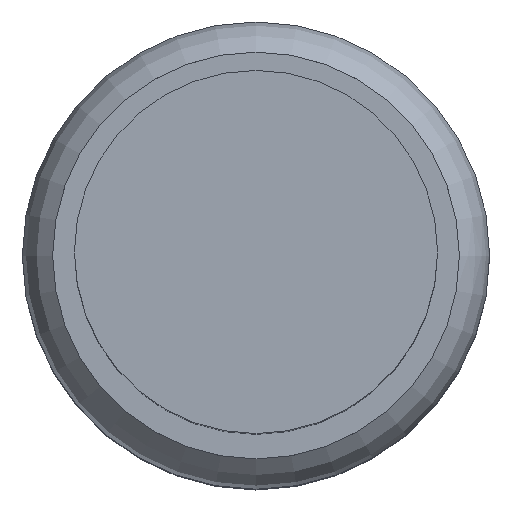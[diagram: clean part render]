
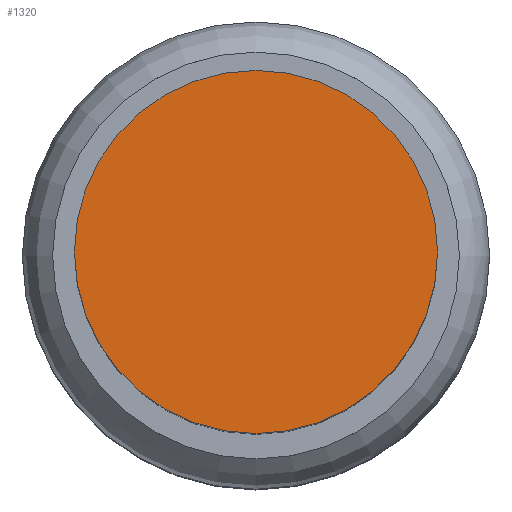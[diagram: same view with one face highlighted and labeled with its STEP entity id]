
A CAD part, top view. The second image highlights one B-rep face of the part: STEP entity #1320.
In plain terms, the highlighted planar face has unit normal (0, 0, 1).
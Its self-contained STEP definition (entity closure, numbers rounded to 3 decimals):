
#1204 = VERTEX_POINT('',#1205);
#1205 = CARTESIAN_POINT('',(0.75,0.,33.45));
#1212 = CYLINDRICAL_SURFACE('',#1213,0.75);
#1213 = AXIS2_PLACEMENT_3D('',#1214,#1215,#1216);
#1214 = CARTESIAN_POINT('',(0.,0.,31.45));
#1215 = DIRECTION('',(-0.,-0.,-1.));
#1216 = DIRECTION('',(1.,0.,0.));
#1231 = EDGE_CURVE('',#1204,#1204,#1232,.T.);
#1232 = SURFACE_CURVE('',#1233,(#1238,#1245),.PCURVE_S1.);
#1233 = CIRCLE('',#1234,0.75);
#1234 = AXIS2_PLACEMENT_3D('',#1235,#1236,#1237);
#1235 = CARTESIAN_POINT('',(0.,0.,33.45));
#1236 = DIRECTION('',(0.,0.,1.));
#1237 = DIRECTION('',(1.,0.,0.));
#1238 = PCURVE('',#1212,#1239);
#1239 = DEFINITIONAL_REPRESENTATION('',(#1240),#1244);
#1240 = LINE('',#1241,#1242);
#1241 = CARTESIAN_POINT('',(-0.,-2.));
#1242 = VECTOR('',#1243,1.);
#1243 = DIRECTION('',(-1.,0.));
#1244 = ( GEOMETRIC_REPRESENTATION_CONTEXT(2) 
PARAMETRIC_REPRESENTATION_CONTEXT() REPRESENTATION_CONTEXT('2D SPACE',''
  ) );
#1245 = PCURVE('',#1246,#1251);
#1246 = PLANE('',#1247);
#1247 = AXIS2_PLACEMENT_3D('',#1248,#1249,#1250);
#1248 = CARTESIAN_POINT('',(0.,0.,33.45));
#1249 = DIRECTION('',(0.,0.,1.));
#1250 = DIRECTION('',(1.,0.,0.));
#1251 = DEFINITIONAL_REPRESENTATION('',(#1252),#1256);
#1252 = CIRCLE('',#1253,0.75);
#1253 = AXIS2_PLACEMENT_2D('',#1254,#1255);
#1254 = CARTESIAN_POINT('',(0.,0.));
#1255 = DIRECTION('',(1.,0.));
#1256 = ( GEOMETRIC_REPRESENTATION_CONTEXT(2) 
PARAMETRIC_REPRESENTATION_CONTEXT() REPRESENTATION_CONTEXT('2D SPACE',''
  ) );
#1320 = ADVANCED_FACE('',(#1321),#1246,.T.);
#1321 = FACE_BOUND('',#1322,.F.);
#1322 = EDGE_LOOP('',(#1323));
#1323 = ORIENTED_EDGE('',*,*,#1231,.F.);
